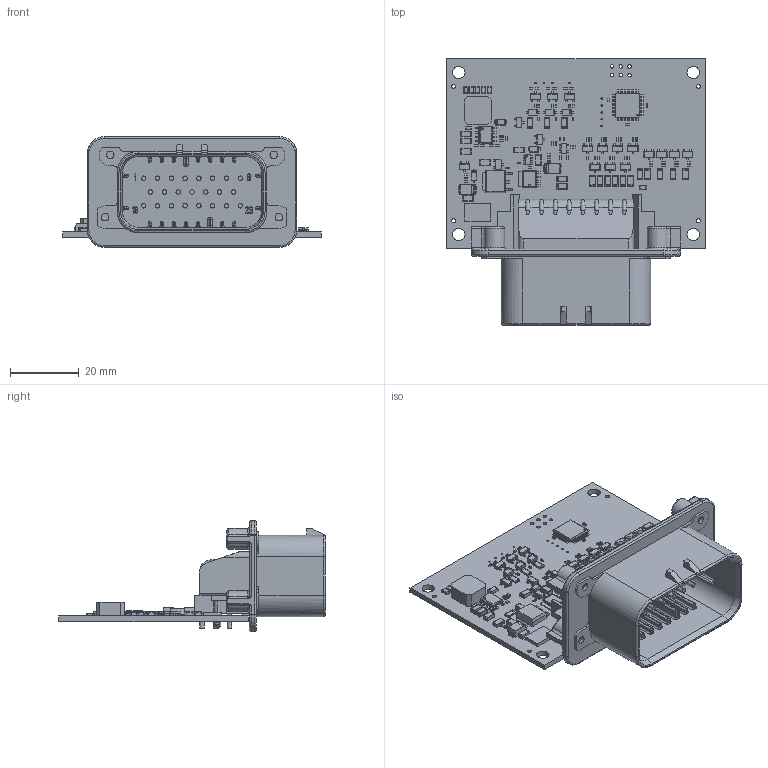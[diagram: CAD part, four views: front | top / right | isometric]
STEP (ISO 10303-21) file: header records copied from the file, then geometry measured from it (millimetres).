
FILE_DESCRIPTION(('Open CASCADE Model'),'2;1');
FILE_NAME('Open CASCADE Shape Model','2021-09-15T17:01:52',('Author'),( 'Open CASCADE'),'Open CASCADE STEP processor 6.8','Open CASCADE 6.8' ,'Unknown');
FILE_SCHEMA(('AUTOMOTIVE_DESIGN { 1 0 10303 214 1 1 1 1 }'));
Length unit declared in the file: millimetre
Products named in the file (173): PCB; Board; Open CASCADE STEP translator 6.8 1.1.1; Q400; TO252-3; Chamfer003; Fillet007; Fusion001; Fusion; Chamfer004; C106; C0402_045; C213; C0805_085; C212; C211; C101; C200; C1206_120; C201; C202; C203; C204; C205; C206; C207; C0603_070; C208; C209; C210; C400; C401; C402; C403; C404; C406; D100; sod123_v4; pin; pin(Mirror) ...
Assembly tree (341 placements, depth 4):
  PCB
    Board
      Open CASCADE STEP translator 6.8 1.1.1
    Q400
      TO252-3
        Chamfer003
        Fillet007
        Fusion001
        Fusion
        Chamfer004
    C106
      C0402_045
      C0402_045
      C0402_045
    C213
      C0805_085
      C0805_085
      C0805_085
    C212
      C0805_085
      C0805_085
      C0805_085
    C211
      C0805_085
      C0805_085
      C0805_085
    C101
      C0402_045
      C0402_045
      C0402_045
    C200
      C1206_120
      C1206_120
      C1206_120
    C201
      C1206_120
      C1206_120
      C1206_120
    C202
      C0402_045
      C0402_045
      C0402_045
    C203
      C0402_045
      C0402_045
      C0402_045
    C204
      C0402_045
      C0402_045
      C0402_045
    C205
      C1206_120
      C1206_120
      C1206_120
    C206
      C1206_120
      C1206_120
      C1206_120
    C207
      C0603_070
Bounding box: 75 x 77.3 x 32.1 mm (x, y, z)
Volume: 23302.4 mm3; surface area: 24864.5 mm2
Topology: 499 solids, 501 shells, 9403 faces, 21013 edges, 12419 vertices
Faces by surface type: plane 3954, cylinder 2798, bspline 1494, sphere 1055, torus 93, cone 9
Full cylindrical faces by diameter (mm): 0.5 x9, 1 x6, 1.152 x4, 1.6 x23, 2.85 x2, 3.6 x4
Entity records: 92937 total; most frequent: CARTESIAN_POINT 29084, ORIENTED_EDGE 12826, DIRECTION 10339, EDGE_CURVE 6414, VERTEX_POINT 4033, AXIS2_PLACEMENT_3D 3712, LINE 2915, VECTOR 2915
